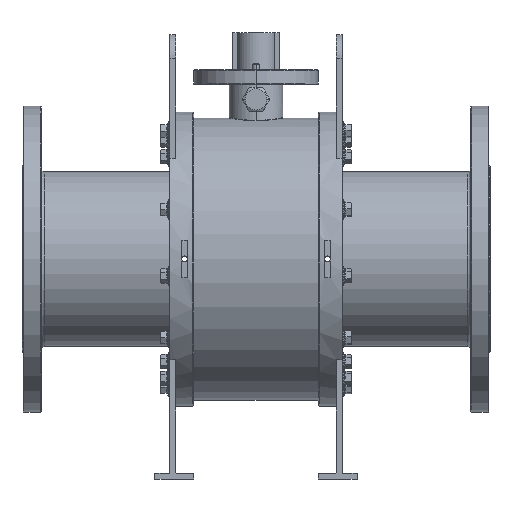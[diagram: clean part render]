
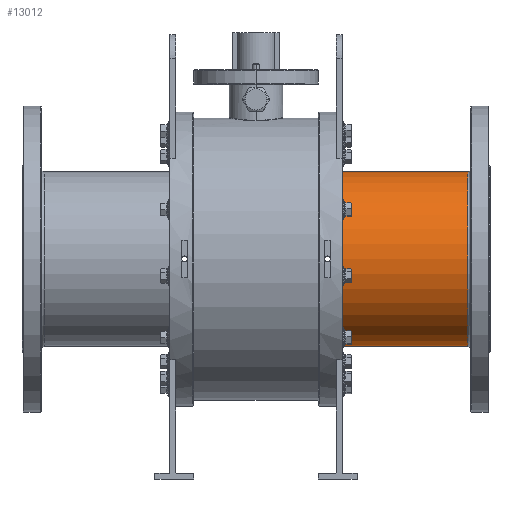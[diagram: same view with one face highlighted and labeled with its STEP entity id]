
A CAD part, top view. The second image highlights one B-rep face of the part: STEP entity #13012.
In plain terms, the highlighted cylindrical face has radius 147 mm (diameter 294 mm), a partial arc.
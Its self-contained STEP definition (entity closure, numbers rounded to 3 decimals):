
#87 = AXIS2_PLACEMENT_3D ( 'NONE', #11461, #12542, #9485 ) ;
#290 = VECTOR ( 'NONE', #2621, 1000. ) ;
#363 = CYLINDRICAL_SURFACE ( 'NONE', #9152, 147. ) ;
#527 = EDGE_CURVE ( 'NONE', #12986, #2799, #9406, .T. ) ;
#1169 = VECTOR ( 'NONE', #8341, 1000. ) ;
#1559 = EDGE_LOOP ( 'NONE', ( #1718, #10926, #7002, #3351 ) ) ;
#1718 = ORIENTED_EDGE ( 'NONE', *, *, #2998, .T. ) ;
#1731 = CARTESIAN_POINT ( 'NONE',  ( -393.5, -147., 0. ) ) ;
#1759 = VERTEX_POINT ( 'NONE', #11670 ) ;
#2621 = DIRECTION ( 'NONE',  ( -1., 0., 0. ) ) ;
#2755 = DIRECTION ( 'NONE',  ( -1., 0., 0. ) ) ;
#2799 = VERTEX_POINT ( 'NONE', #4048 ) ;
#2998 = EDGE_CURVE ( 'NONE', #1759, #5726, #3354, .T. ) ;
#3351 = ORIENTED_EDGE ( 'NONE', *, *, #11177, .F. ) ;
#3354 = CIRCLE ( 'NONE', #87, 147. ) ;
#4048 = CARTESIAN_POINT ( 'NONE',  ( 145., -147., 0. ) ) ;
#5497 = AXIS2_PLACEMENT_3D ( 'NONE', #7394, #7525, #11668 ) ;
#5726 = VERTEX_POINT ( 'NONE', #6131 ) ;
#5837 = LINE ( 'NONE', #1731, #290 ) ;
#6131 = CARTESIAN_POINT ( 'NONE',  ( 356.5, 147., 0. ) ) ;
#6509 = CARTESIAN_POINT ( 'NONE',  ( 145., 147., 0. ) ) ;
#7002 = ORIENTED_EDGE ( 'NONE', *, *, #527, .T. ) ;
#7190 = LINE ( 'NONE', #11335, #1169 ) ;
#7394 = CARTESIAN_POINT ( 'NONE',  ( 145., 0., 0. ) ) ;
#7525 = DIRECTION ( 'NONE',  ( 1., 0., 0. ) ) ;
#8341 = DIRECTION ( 'NONE',  ( -1., 0., 0. ) ) ;
#8677 = DIRECTION ( 'NONE',  ( 0., -1., 0. ) ) ;
#9152 = AXIS2_PLACEMENT_3D ( 'NONE', #11745, #2755, #8677 ) ;
#9406 = CIRCLE ( 'NONE', #5497, 147. ) ;
#9485 = DIRECTION ( 'NONE',  ( 0., 1., 0. ) ) ;
#9849 = EDGE_CURVE ( 'NONE', #5726, #12986, #7190, .T. ) ;
#10926 = ORIENTED_EDGE ( 'NONE', *, *, #9849, .T. ) ;
#11177 = EDGE_CURVE ( 'NONE', #1759, #2799, #5837, .T. ) ;
#11335 = CARTESIAN_POINT ( 'NONE',  ( -393.5, 147., 0. ) ) ;
#11461 = CARTESIAN_POINT ( 'NONE',  ( 356.5, 0., 0. ) ) ;
#11668 = DIRECTION ( 'NONE',  ( 0., 0., -1. ) ) ;
#11670 = CARTESIAN_POINT ( 'NONE',  ( 356.5, -147., 0. ) ) ;
#11745 = CARTESIAN_POINT ( 'NONE',  ( -393.5, 0., 0. ) ) ;
#12073 = FACE_OUTER_BOUND ( 'NONE', #1559, .T. ) ;
#12542 = DIRECTION ( 'NONE',  ( -1., 0., 0. ) ) ;
#12986 = VERTEX_POINT ( 'NONE', #6509 ) ;
#13012 = ADVANCED_FACE ( 'NONE', ( #12073 ), #363, .T. ) ;
